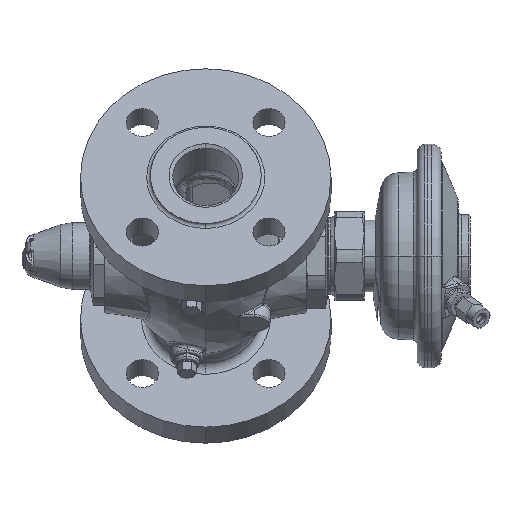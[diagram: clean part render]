
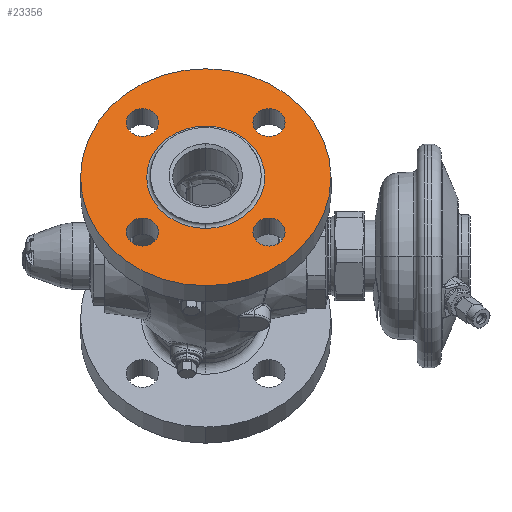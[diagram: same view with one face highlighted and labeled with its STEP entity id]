
A CAD part, front view. The second image highlights one B-rep face of the part: STEP entity #23356.
In plain terms, the highlighted face is planar.
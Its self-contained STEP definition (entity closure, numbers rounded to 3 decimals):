
#17904=CARTESIAN_POINT('',(-88.,0.,0.));
#17905=DIRECTION('',(-1.,0.,0.));
#17906=DIRECTION('',(0.,1.,0.));
#17907=AXIS2_PLACEMENT_3D('',#17904,#17905,#17906);
#17909=CARTESIAN_POINT('',(-88.,0.,0.));
#17910=DIRECTION('',(1.,0.,0.));
#17911=DIRECTION('',(0.,1.,0.));
#17912=AXIS2_PLACEMENT_3D('',#17909,#17910,#17911);
#17914=CARTESIAN_POINT('',(-88.,-35.355,35.355));
#17915=DIRECTION('',(1.,0.,0.));
#17916=DIRECTION('',(0.,1.,0.));
#17917=AXIS2_PLACEMENT_3D('',#17914,#17915,#17916);
#17919=CARTESIAN_POINT('',(-88.,-35.355,35.355));
#17920=DIRECTION('',(1.,0.,0.));
#17921=DIRECTION('',(0.,-1.,0.));
#17922=AXIS2_PLACEMENT_3D('',#17919,#17920,#17921);
#17924=CARTESIAN_POINT('',(-88.,35.355,35.355));
#17925=DIRECTION('',(1.,0.,0.));
#17926=DIRECTION('',(0.,1.,0.));
#17927=AXIS2_PLACEMENT_3D('',#17924,#17925,#17926);
#17929=CARTESIAN_POINT('',(-88.,35.355,35.355));
#17930=DIRECTION('',(1.,0.,0.));
#17931=DIRECTION('',(0.,-1.,0.));
#17932=AXIS2_PLACEMENT_3D('',#17929,#17930,#17931);
#17934=CARTESIAN_POINT('',(-88.,35.355,-35.355));
#17935=DIRECTION('',(1.,0.,0.));
#17936=DIRECTION('',(0.,1.,0.));
#17937=AXIS2_PLACEMENT_3D('',#17934,#17935,#17936);
#17939=CARTESIAN_POINT('',(-88.,35.355,-35.355));
#17940=DIRECTION('',(1.,0.,0.));
#17941=DIRECTION('',(0.,-1.,0.));
#17942=AXIS2_PLACEMENT_3D('',#17939,#17940,#17941);
#17944=CARTESIAN_POINT('',(-88.,-35.355,-35.355));
#17945=DIRECTION('',(1.,0.,0.));
#17946=DIRECTION('',(0.,1.,0.));
#17947=AXIS2_PLACEMENT_3D('',#17944,#17945,#17946);
#17949=CARTESIAN_POINT('',(-88.,-35.355,-35.355));
#17950=DIRECTION('',(1.,0.,0.));
#17951=DIRECTION('',(0.,-1.,0.));
#17952=AXIS2_PLACEMENT_3D('',#17949,#17950,#17951);
#17954=CARTESIAN_POINT('',(-88.,0.,0.));
#17955=DIRECTION('',(1.,0.,0.));
#17956=DIRECTION('',(0.,1.,0.));
#17957=AXIS2_PLACEMENT_3D('',#17954,#17955,#17956);
#17969=CARTESIAN_POINT('',(-88.,0.,0.));
#17970=DIRECTION('',(-1.,0.,0.));
#17971=DIRECTION('',(0.,1.,0.));
#17972=AXIS2_PLACEMENT_3D('',#17969,#17970,#17971);
#22580=CARTESIAN_POINT('',(-88.,70.,0.));
#22582=VERTEX_POINT('',#22580);
#22583=CARTESIAN_POINT('',(-88.,33.,0.));
#22585=VERTEX_POINT('',#22583);
#22602=CARTESIAN_POINT('',(-88.,-70.,0.));
#22604=VERTEX_POINT('',#22602);
#22605=CARTESIAN_POINT('',(-88.,-33.,0.));
#22607=VERTEX_POINT('',#22605);
#22701=CARTESIAN_POINT('',(-88.,-26.355,35.355));
#22702=CARTESIAN_POINT('',(-88.,-44.355,35.355));
#22703=VERTEX_POINT('',#22701);
#22704=VERTEX_POINT('',#22702);
#22709=CARTESIAN_POINT('',(-88.,44.355,35.355));
#22710=CARTESIAN_POINT('',(-88.,26.355,35.355));
#22711=VERTEX_POINT('',#22709);
#22712=VERTEX_POINT('',#22710);
#22717=CARTESIAN_POINT('',(-88.,44.355,-35.355));
#22718=CARTESIAN_POINT('',(-88.,26.355,-35.355));
#22719=VERTEX_POINT('',#22717);
#22720=VERTEX_POINT('',#22718);
#22725=CARTESIAN_POINT('',(-88.,-26.355,-35.355));
#22726=CARTESIAN_POINT('',(-88.,-44.355,-35.355));
#22727=VERTEX_POINT('',#22725);
#22728=VERTEX_POINT('',#22726);
#23317=CARTESIAN_POINT('',(-88.,0.,0.));
#23318=DIRECTION('',(1.,0.,0.));
#23319=DIRECTION('',(0.,-1.,0.));
#23320=AXIS2_PLACEMENT_3D('',#23317,#23318,#23319);
#23321=PLANE('',#23320);
#23322=ORIENTED_EDGE('',*,*,#23310,.F.);
#23323=ORIENTED_EDGE('',*,*,#23299,.T.);
#23324=EDGE_LOOP('',(#23322,#23323));
#23325=FACE_OUTER_BOUND('',#23324,.F.);
#23327=ORIENTED_EDGE('',*,*,#23326,.F.);
#23329=ORIENTED_EDGE('',*,*,#23328,.T.);
#23330=EDGE_LOOP('',(#23327,#23329));
#23331=FACE_BOUND('',#23330,.F.);
#23333=ORIENTED_EDGE('',*,*,#23332,.F.);
#23335=ORIENTED_EDGE('',*,*,#23334,.F.);
#23336=EDGE_LOOP('',(#23333,#23335));
#23337=FACE_BOUND('',#23336,.F.);
#23339=ORIENTED_EDGE('',*,*,#23338,.F.);
#23341=ORIENTED_EDGE('',*,*,#23340,.F.);
#23342=EDGE_LOOP('',(#23339,#23341));
#23343=FACE_BOUND('',#23342,.F.);
#23345=ORIENTED_EDGE('',*,*,#23344,.F.);
#23347=ORIENTED_EDGE('',*,*,#23346,.F.);
#23348=EDGE_LOOP('',(#23345,#23347));
#23349=FACE_BOUND('',#23348,.F.);
#23351=ORIENTED_EDGE('',*,*,#23350,.F.);
#23353=ORIENTED_EDGE('',*,*,#23352,.F.);
#23354=EDGE_LOOP('',(#23351,#23353));
#23355=FACE_BOUND('',#23354,.F.);
#23356=ADVANCED_FACE('',(#23325,#23331,#23337,#23343,#23349,#23355),#23321,.F.);
#17908=CIRCLE('',#17907,70.);
#17913=CIRCLE('',#17912,70.);
#17918=CIRCLE('',#17917,9.);
#17923=CIRCLE('',#17922,9.);
#17928=CIRCLE('',#17927,9.);
#17933=CIRCLE('',#17932,9.);
#17938=CIRCLE('',#17937,9.);
#17943=CIRCLE('',#17942,9.);
#17948=CIRCLE('',#17947,9.);
#17953=CIRCLE('',#17952,9.);
#17958=CIRCLE('',#17957,33.);
#17973=CIRCLE('',#17972,33.);
#23299=EDGE_CURVE('',#22582,#22604,#17913,.T.);
#23310=EDGE_CURVE('',#22582,#22604,#17908,.T.);
#23326=EDGE_CURVE('',#22585,#22607,#17958,.T.);
#23328=EDGE_CURVE('',#22585,#22607,#17973,.T.);
#23332=EDGE_CURVE('',#22703,#22704,#17918,.T.);
#23334=EDGE_CURVE('',#22704,#22703,#17923,.T.);
#23338=EDGE_CURVE('',#22711,#22712,#17928,.T.);
#23340=EDGE_CURVE('',#22712,#22711,#17933,.T.);
#23344=EDGE_CURVE('',#22719,#22720,#17938,.T.);
#23346=EDGE_CURVE('',#22720,#22719,#17943,.T.);
#23350=EDGE_CURVE('',#22727,#22728,#17948,.T.);
#23352=EDGE_CURVE('',#22728,#22727,#17953,.T.);
